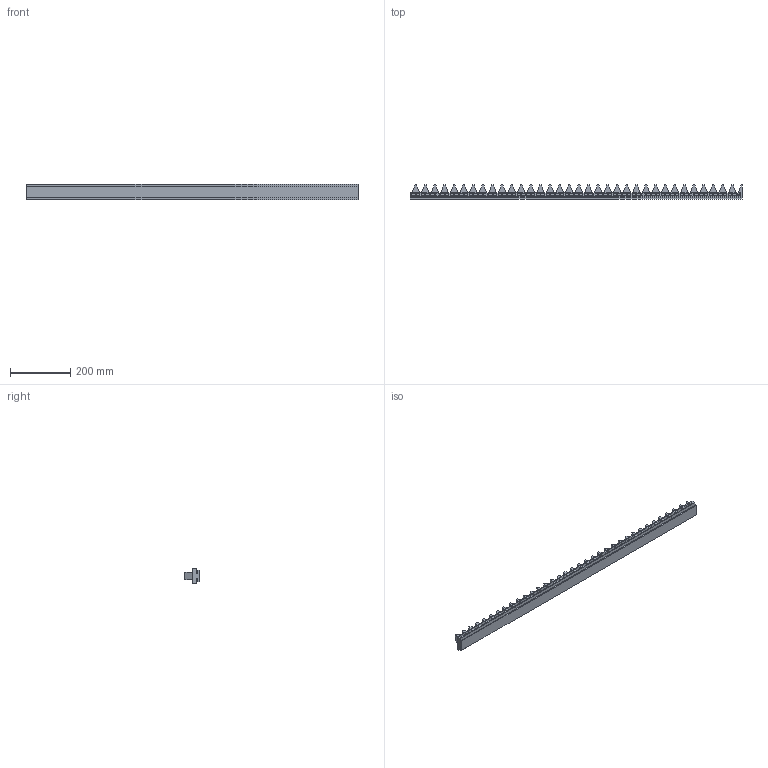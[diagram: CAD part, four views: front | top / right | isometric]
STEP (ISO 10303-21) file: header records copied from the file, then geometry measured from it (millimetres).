
FILE_DESCRIPTION((''),'2;1');
FILE_NAME('DE-91_GLASS_SEPARATOR_DUNNAGE.stp', '2007-03-23T06:06:49',('User'),('SDRC'),'I-DEAS Master Series 9','UNIX', 'Yes');
FILE_SCHEMA(('AUTOMOTIVE_DESIGN { 1 0 10303 214 1 1 1 1 }'));
Length unit declared in the file: inch
Products named in the file (1): DE-91
Bounding box: 1098.55 x 47.04 x 50.8 mm (x, y, z)
Volume: 987694.8 mm3; surface area: 377936.6 mm2
Topology: 1 solids, 1 shells, 573 faces, 1401 edges, 934 vertices
Faces by surface type: bspline 573
Entity records: 15850 total; most frequent: CARTESIAN_POINT 6729, ORIENTED_EDGE 2802, EDGE_CURVE 1401, VERTEX_POINT 934, EDGE_LOOP 747, QUASI_UNIFORM_CURVE 716, B_SPLINE_CURVE_WITH_KNOTS 615, FACE_OUTER_BOUND 573
